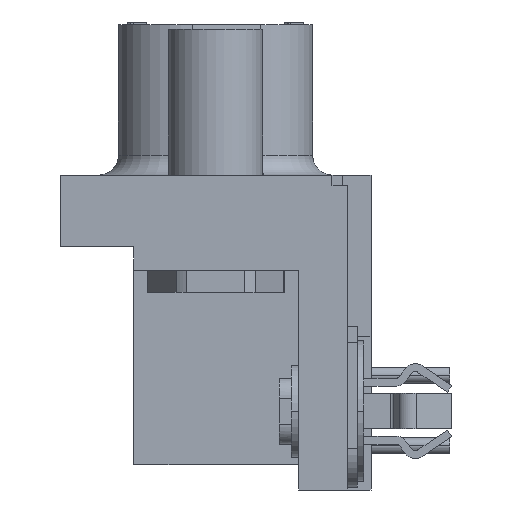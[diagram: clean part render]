
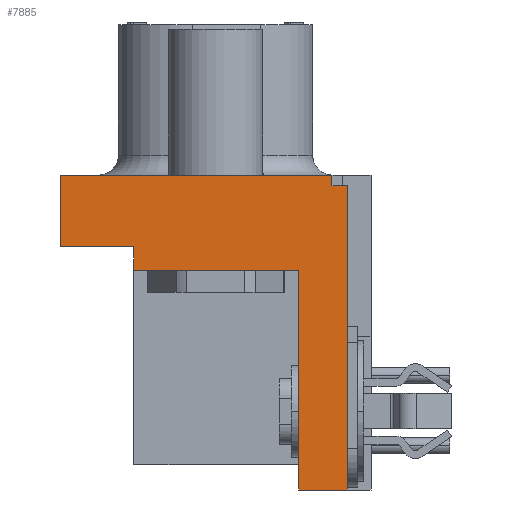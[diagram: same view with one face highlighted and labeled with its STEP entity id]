
A CAD part, left-side view. The second image highlights one B-rep face of the part: STEP entity #7885.
In plain terms, the highlighted planar face has unit normal (-1, 0, 0).
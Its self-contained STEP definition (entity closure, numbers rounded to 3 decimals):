
#2=DIRECTION('',(0.,1.,0.));
#3=VECTOR('',#2,0.61);
#4=CARTESIAN_POINT('',(-26.543,-5.309,-6.487));
#5=LINE('',#4,#3);
#6=DIRECTION('',(0.,0.,1.));
#7=VECTOR('',#6,12.294);
#8=CARTESIAN_POINT('',(-26.543,-5.309,-18.781));
#9=LINE('',#8,#7);
#10=DIRECTION('',(0.,1.,0.));
#11=VECTOR('',#10,1.956);
#12=CARTESIAN_POINT('',(-26.543,-5.309,-18.781));
#13=LINE('',#12,#11);
#14=DIRECTION('',(0.,0.,1.));
#15=VECTOR('',#14,8.865);
#16=CARTESIAN_POINT('',(-26.543,-3.353,-18.781));
#17=LINE('',#16,#15);
#18=DIRECTION('',(0.,1.,0.));
#19=VECTOR('',#18,6.655);
#20=CARTESIAN_POINT('',(-26.543,-3.353,-9.916));
#21=LINE('',#20,#19);
#22=DIRECTION('',(0.,0.,1.));
#23=VECTOR('',#22,0.965);
#24=CARTESIAN_POINT('',(-26.543,3.302,-9.916));
#25=LINE('',#24,#23);
#26=DIRECTION('',(0.,-1.,0.));
#27=VECTOR('',#26,2.972);
#28=CARTESIAN_POINT('',(-26.543,6.274,-8.951));
#29=LINE('',#28,#27);
#30=DIRECTION('',(0.,0.,1.));
#31=VECTOR('',#30,2.88);
#32=CARTESIAN_POINT('',(-26.543,6.274,-8.951));
#33=LINE('',#32,#31);
#34=DIRECTION('',(0.,-1.,0.));
#35=VECTOR('',#34,10.973);
#36=CARTESIAN_POINT('',(-26.543,6.274,-6.071));
#37=LINE('',#36,#35);
#38=DIRECTION('',(0.,0.,-1.));
#39=VECTOR('',#38,0.417);
#40=CARTESIAN_POINT('',(-26.543,-4.699,-6.071));
#41=LINE('',#40,#39);
#6086=CARTESIAN_POINT('',(-26.543,-3.353,-18.781));
#6087=CARTESIAN_POINT('',(-26.543,-3.353,-9.916));
#6088=VERTEX_POINT('',#6086);
#6089=VERTEX_POINT('',#6087);
#6094=CARTESIAN_POINT('',(-26.543,6.274,-6.071));
#6096=VERTEX_POINT('',#6094);
#6114=CARTESIAN_POINT('',(-26.543,-5.309,-18.781));
#6116=VERTEX_POINT('',#6114);
#6142=CARTESIAN_POINT('',(-26.543,6.274,-8.951));
#6143=CARTESIAN_POINT('',(-26.543,3.302,-8.951));
#6144=VERTEX_POINT('',#6142);
#6145=VERTEX_POINT('',#6143);
#6166=CARTESIAN_POINT('',(-26.543,3.302,-9.916));
#6167=VERTEX_POINT('',#6166);
#6186=CARTESIAN_POINT('',(-26.543,-5.309,-6.487));
#6187=CARTESIAN_POINT('',(-26.543,-4.699,-6.487));
#6188=VERTEX_POINT('',#6186);
#6189=VERTEX_POINT('',#6187);
#6202=CARTESIAN_POINT('',(-26.543,-4.699,-6.071));
#6203=VERTEX_POINT('',#6202);
#7858=CARTESIAN_POINT('',(-26.543,0.,0.));
#7859=DIRECTION('',(1.,0.,0.));
#7860=DIRECTION('',(0.,0.,-1.));
#7861=AXIS2_PLACEMENT_3D('',#7858,#7859,#7860);
#7862=PLANE('',#7861);
#7864=ORIENTED_EDGE('',*,*,#7863,.F.);
#7866=ORIENTED_EDGE('',*,*,#7865,.F.);
#7868=ORIENTED_EDGE('',*,*,#7867,.T.);
#7870=ORIENTED_EDGE('',*,*,#7869,.T.);
#7872=ORIENTED_EDGE('',*,*,#7871,.T.);
#7874=ORIENTED_EDGE('',*,*,#7873,.T.);
#7876=ORIENTED_EDGE('',*,*,#7875,.F.);
#7878=ORIENTED_EDGE('',*,*,#7877,.T.);
#7880=ORIENTED_EDGE('',*,*,#7879,.T.);
#7882=ORIENTED_EDGE('',*,*,#7881,.T.);
#7883=EDGE_LOOP('',(#7864,#7866,#7868,#7870,#7872,#7874,#7876,#7878,#7880,
#7882));
#7884=FACE_OUTER_BOUND('',#7883,.F.);
#7863=EDGE_CURVE('',#6188,#6189,#5,.T.);
#7865=EDGE_CURVE('',#6116,#6188,#9,.T.);
#7867=EDGE_CURVE('',#6116,#6088,#13,.T.);
#7869=EDGE_CURVE('',#6088,#6089,#17,.T.);
#7871=EDGE_CURVE('',#6089,#6167,#21,.T.);
#7873=EDGE_CURVE('',#6167,#6145,#25,.T.);
#7875=EDGE_CURVE('',#6144,#6145,#29,.T.);
#7877=EDGE_CURVE('',#6144,#6096,#33,.T.);
#7879=EDGE_CURVE('',#6096,#6203,#37,.T.);
#7881=EDGE_CURVE('',#6203,#6189,#41,.T.);
#7885=ADVANCED_FACE('',(#7884),#7862,.F.);
